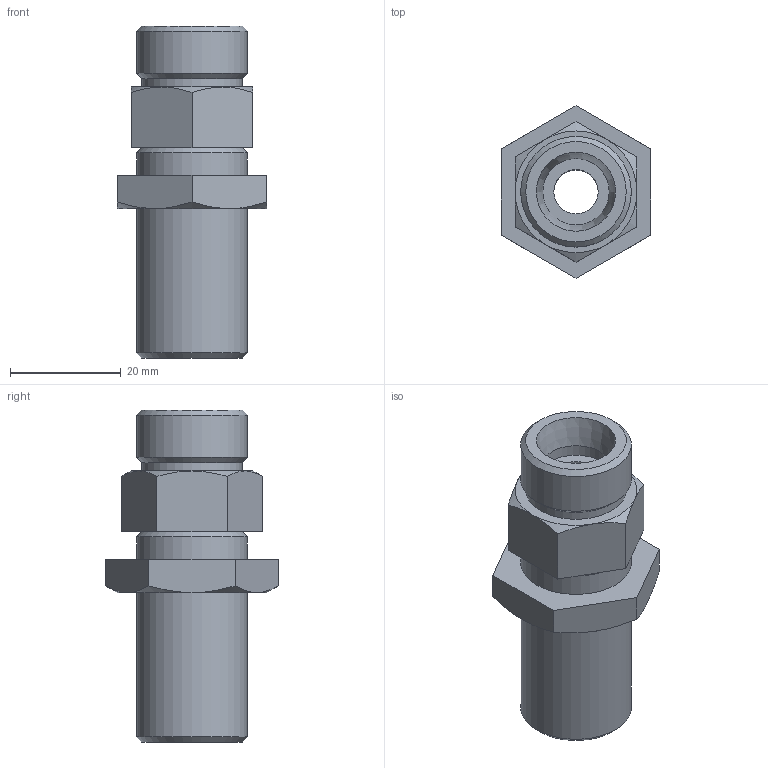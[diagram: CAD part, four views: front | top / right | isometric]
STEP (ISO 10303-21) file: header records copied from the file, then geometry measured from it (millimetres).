
FILE_DESCRIPTION(/* description */ ('STEP AP203'),/* implementation_level */ '2;1');
FILE_NAME(/* name */ 'Bulkhead Union Body GSV 12-01(5)',/* time_stamp */ '2025-01-17T12:01:04+01:00',/* author */ ('License CC BY-ND 4.0'),/* organization */ ('CADENAS'),/* preprocessor_version */ 'ST-DEVELOPER v19.3',/* originating_system */ 'PARTsolutions',/* authorisation */ ' ');
FILE_SCHEMA (('CONFIG_CONTROL_DESIGN'));
Length unit declared in the file: millimetre
Products named in the file (1): Schottstutzen GSV 12-01(5)
Bounding box: 27 x 31.18 x 60 mm (x, y, z)
Volume: 17477.7 mm3; surface area: 7146.3 mm2
Topology: 1 solids, 1 shells, 45 faces, 92 edges, 55 vertices
Faces by surface type: plane 20, cone 18, cylinder 7
Full cylindrical faces by diameter (mm): 8 x1, 12 x2, 18.16 x1, 20 x3
Entity records: 1158 total; most frequent: CARTESIAN_POINT 252, DIRECTION 178, ORIENTED_EDGE 158, EDGE_CURVE 79, AXIS2_PLACEMENT_3D 77, EDGE_LOOP 66, FACE_BOUND 66, VERTEX_POINT 55
